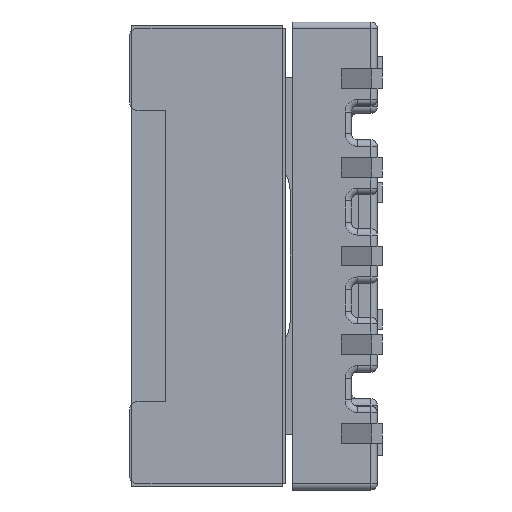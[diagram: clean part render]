
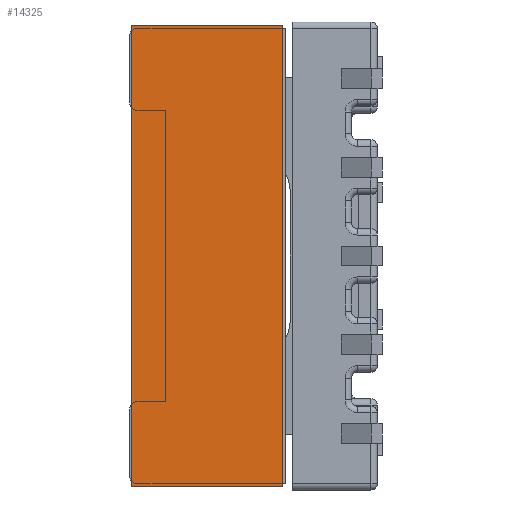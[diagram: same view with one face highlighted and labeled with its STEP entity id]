
A CAD part, left-side view. The second image highlights one B-rep face of the part: STEP entity #14325.
In plain terms, the highlighted planar face has unit normal (-1, 0, 0).
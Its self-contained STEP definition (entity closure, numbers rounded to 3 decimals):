
#249 = DIRECTION ( 'NONE',  ( 0., -1., 0. ) ) ;
#773 = AXIS2_PLACEMENT_3D ( 'NONE', #7325, #8461, #1651 ) ;
#802 = VECTOR ( 'NONE', #8380, 1000. ) ;
#1379 = CARTESIAN_POINT ( 'NONE',  ( -0.1, -18.1, -5.97 ) ) ;
#1651 = DIRECTION ( 'NONE',  ( 0., -1., 0. ) ) ;
#2105 = LINE ( 'NONE', #7109, #2453 ) ;
#2323 = EDGE_CURVE ( 'NONE', #14430, #8570, #6412, .T. ) ;
#2438 = EDGE_LOOP ( 'NONE', ( #4976, #11862, #8698, #8990 ) ) ;
#2453 = VECTOR ( 'NONE', #249, 1000. ) ;
#3533 = CARTESIAN_POINT ( 'NONE',  ( -0.1, 0.1, 0. ) ) ;
#3820 = FACE_OUTER_BOUND ( 'NONE', #2438, .T. ) ;
#4059 = CARTESIAN_POINT ( 'NONE',  ( -0.1, -18.1, 0. ) ) ;
#4976 = ORIENTED_EDGE ( 'NONE', *, *, #11388, .F. ) ;
#5667 = DIRECTION ( 'NONE',  ( 0., -1., 0. ) ) ;
#6058 = CARTESIAN_POINT ( 'NONE',  ( -0.1, 0.1, -5.97 ) ) ;
#6171 = PLANE ( 'NONE',  #773 ) ;
#6412 = LINE ( 'NONE', #1379, #12386 ) ;
#6735 = VERTEX_POINT ( 'NONE', #6058 ) ;
#6819 = CARTESIAN_POINT ( 'NONE',  ( -0.1, 0.1, 0. ) ) ;
#6876 = LINE ( 'NONE', #9561, #802 ) ;
#7109 = CARTESIAN_POINT ( 'NONE',  ( -0.1, 0.1, -5.97 ) ) ;
#7325 = CARTESIAN_POINT ( 'NONE',  ( -0.1, 0.1, -5.97 ) ) ;
#8380 = DIRECTION ( 'NONE',  ( 0., 0., 1. ) ) ;
#8461 = DIRECTION ( 'NONE',  ( -1., 0., 0. ) ) ;
#8570 = VERTEX_POINT ( 'NONE', #4059 ) ;
#8698 = ORIENTED_EDGE ( 'NONE', *, *, #12692, .T. ) ;
#8990 = ORIENTED_EDGE ( 'NONE', *, *, #2323, .T. ) ;
#9246 = VERTEX_POINT ( 'NONE', #3533 ) ;
#9329 = DIRECTION ( 'NONE',  ( 0., 0., 1. ) ) ;
#9561 = CARTESIAN_POINT ( 'NONE',  ( -0.1, 0.1, -5.97 ) ) ;
#10579 = LINE ( 'NONE', #6819, #13177 ) ;
#11051 = EDGE_CURVE ( 'NONE', #6735, #9246, #6876, .T. ) ;
#11388 = EDGE_CURVE ( 'NONE', #9246, #8570, #10579, .T. ) ;
#11862 = ORIENTED_EDGE ( 'NONE', *, *, #11051, .F. ) ;
#12386 = VECTOR ( 'NONE', #9329, 1000. ) ;
#12692 = EDGE_CURVE ( 'NONE', #6735, #14430, #2105, .T. ) ;
#13177 = VECTOR ( 'NONE', #5667, 1000. ) ;
#13238 = CARTESIAN_POINT ( 'NONE',  ( -0.1, -18.1, -5.97 ) ) ;
#14325 = ADVANCED_FACE ( 'NONE', ( #3820 ), #6171, .T. ) ;
#14430 = VERTEX_POINT ( 'NONE', #13238 ) ;
